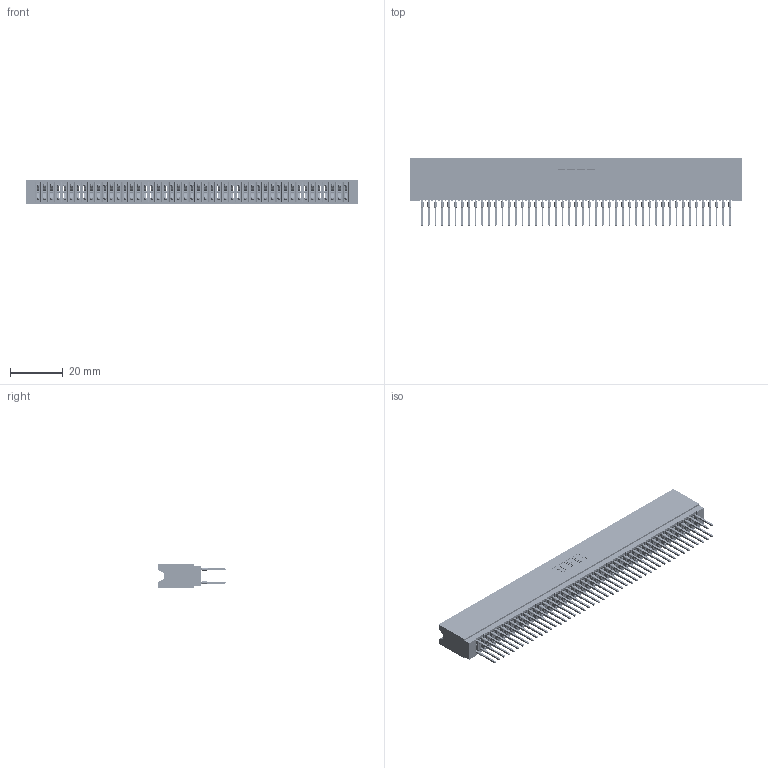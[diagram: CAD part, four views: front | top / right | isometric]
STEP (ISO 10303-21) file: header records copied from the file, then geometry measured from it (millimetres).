
FILE_DESCRIPTION (( 'STEP AP203' ), '1' );
FILE_NAME ('745-094-522-206.STEP', '2026-02-26T22:46:02', ( '' ), ( '' ), 'SwSTEP 2.0', 'SolidWorks 2023', '' );
FILE_SCHEMA (( 'CONFIG_CONTROL_DESIGN' ));
Length unit declared in the file: millimetre
Products named in the file (3): 745 Part_Insulator Option - 06; 745-292-001_522; 745-094-522-206
Assembly tree (95 placements, depth 2):
  745-094-522-206
    745 Part_Insulator Option - 06
    745-292-001_522  x94
Bounding box: 125.98 x 25.92 x 8.89 mm (x, y, z)
Volume: 11392.6 mm3; surface area: 23628.8 mm2
Topology: 95 solids, 95 shells, 8509 faces, 22867 edges, 14366 vertices
Faces by surface type: plane 4380, bspline 1880, cylinder 1685, torus 564
Entity records: 78463 total; most frequent: CARTESIAN_POINT 14110, ORIENTED_EDGE 13556, DIRECTION 11838, EDGE_CURVE 6778, LINE 6314, VECTOR 6314, VERTEX_POINT 4322, AXIS2_PLACEMENT_3D 2762
